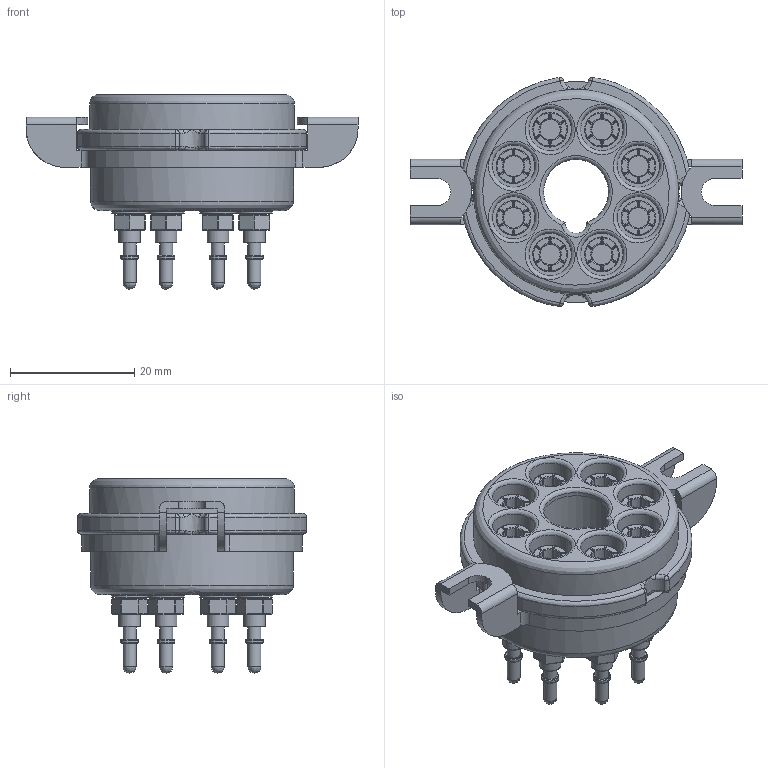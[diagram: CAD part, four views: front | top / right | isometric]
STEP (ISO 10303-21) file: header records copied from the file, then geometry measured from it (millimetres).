
FILE_DESCRIPTION(('FreeCAD Model'),'2;1');
FILE_NAME('Open CASCADE Shape Model','2025-05-05T06:41:07',('FreeCAD'),( 'FreeCAD'),'Open CASCADE STEP processor 7.6','FreeCAD','Unknown');
FILE_SCHEMA(('AUTOMOTIVE_DESIGN { 1 0 10303 214 1 1 1 1 }'));
Products named in the file (1): Open CASCADE STEP translator 7.6 1
Bounding box: 53.54 x 36.97 x 31.38 mm (x, y, z)
Volume: 11974.7 mm3; surface area: 15557.3 mm2
Topology: 26 solids, 26 shells, 1728 faces, 4036 edges, 2271 vertices
Faces by surface type: bspline 1728
Entity records: 67461 total; most frequent: CARTESIAN_POINT 44740, ORIENTED_EDGE 7816, EDGE_CURVE 3908, B_SPLINE_CURVE_WITH_KNOTS 2537, VERTEX_POINT 2271, FACE_BOUND 1819, EDGE_LOOP 1819, ADVANCED_FACE 1728
